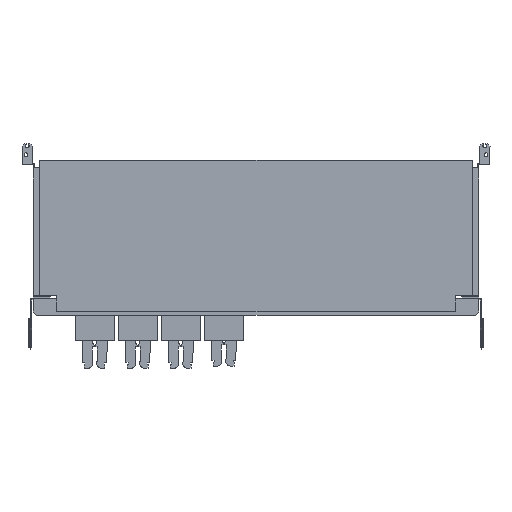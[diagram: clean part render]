
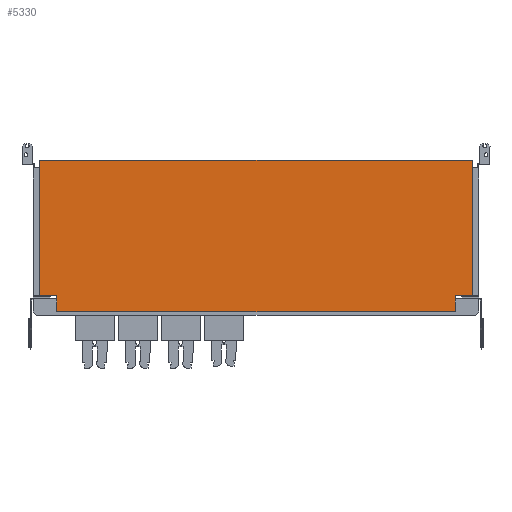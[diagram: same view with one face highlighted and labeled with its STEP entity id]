
A CAD part, front view. The second image highlights one B-rep face of the part: STEP entity #5330.
In plain terms, the highlighted planar face has unit normal (0, -1, 0).
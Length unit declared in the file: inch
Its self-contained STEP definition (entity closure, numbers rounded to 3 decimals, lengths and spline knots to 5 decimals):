
#5235=DIRECTION('',(-1.,0.,0.));
#5236=VECTOR('',#5235,18.22835);
#5237=CARTESIAN_POINT('',(39.88148,12.46163,14.01934));
#5238=LINE('',#5237,#5236);
#5242=DIRECTION('',(0.,0.,1.));
#5243=VECTOR('',#5242,0.72835);
#5244=CARTESIAN_POINT('',(21.65313,12.46163,14.01934));
#5245=LINE('',#5244,#5243);
#5249=DIRECTION('',(-1.,0.,0.));
#5250=VECTOR('',#5249,0.7874);
#5251=CARTESIAN_POINT('',(21.65313,12.46163,14.74769));
#5252=LINE('',#5251,#5250);
#5256=DIRECTION('',(0.,0.,1.));
#5257=VECTOR('',#5256,6.20079);
#5258=CARTESIAN_POINT('',(20.86573,12.46163,14.74769));
#5259=LINE('',#5258,#5257);
#5263=DIRECTION('',(1.,0.,0.));
#5264=VECTOR('',#5263,19.80315);
#5265=CARTESIAN_POINT('',(20.86573,12.46163,20.94847));
#5266=LINE('',#5265,#5264);
#5270=DIRECTION('',(0.,0.,-1.));
#5271=VECTOR('',#5270,6.20079);
#5272=CARTESIAN_POINT('',(40.66888,12.46163,20.94847));
#5273=LINE('',#5272,#5271);
#5277=DIRECTION('',(-1.,0.,0.));
#5278=VECTOR('',#5277,0.7874);
#5279=CARTESIAN_POINT('',(40.66888,12.46163,14.74768));
#5280=LINE('',#5279,#5278);
#5284=DIRECTION('',(0.,0.,-1.));
#5285=VECTOR('',#5284,0.72835);
#5286=CARTESIAN_POINT('',(39.88148,12.46163,14.74768));
#5287=LINE('',#5286,#5285);
#5291=CARTESIAN_POINT('',(39.88148,12.46163,14.01934));
#5292=CARTESIAN_POINT('',(21.65313,12.46163,14.01934));
#5293=VERTEX_POINT('',#5291);
#5294=VERTEX_POINT('',#5292);
#5295=CARTESIAN_POINT('',(21.65313,12.46163,14.74769));
#5296=VERTEX_POINT('',#5295);
#5297=CARTESIAN_POINT('',(20.86573,12.46163,14.74769));
#5298=VERTEX_POINT('',#5297);
#5299=CARTESIAN_POINT('',(20.86573,12.46163,20.94847));
#5300=VERTEX_POINT('',#5299);
#5301=CARTESIAN_POINT('',(40.66888,12.46163,20.94847));
#5302=VERTEX_POINT('',#5301);
#5303=CARTESIAN_POINT('',(40.66888,12.46163,14.74768));
#5304=VERTEX_POINT('',#5303);
#5305=CARTESIAN_POINT('',(39.88148,12.46163,14.74768));
#5306=VERTEX_POINT('',#5305);
#5307=CARTESIAN_POINT('',(20.36671,12.46163,13.84218));
#5308=DIRECTION('',(0.,-1.,0.));
#5309=DIRECTION('',(1.,0.,0.));
#5310=AXIS2_PLACEMENT_3D('',#5307,#5308,#5309);
#5311=PLANE('',#5310);
#5313=ORIENTED_EDGE('',*,*,#5312,.T.);
#5315=ORIENTED_EDGE('',*,*,#5314,.T.);
#5317=ORIENTED_EDGE('',*,*,#5316,.T.);
#5319=ORIENTED_EDGE('',*,*,#5318,.T.);
#5321=ORIENTED_EDGE('',*,*,#5320,.T.);
#5323=ORIENTED_EDGE('',*,*,#5322,.T.);
#5325=ORIENTED_EDGE('',*,*,#5324,.T.);
#5327=ORIENTED_EDGE('',*,*,#5326,.T.);
#5328=EDGE_LOOP('',(#5313,#5315,#5317,#5319,#5321,#5323,#5325,#5327));
#5329=FACE_OUTER_BOUND('',#5328,.F.);
#5312=EDGE_CURVE('',#5293,#5294,#5238,.T.);
#5314=EDGE_CURVE('',#5294,#5296,#5245,.T.);
#5316=EDGE_CURVE('',#5296,#5298,#5252,.T.);
#5318=EDGE_CURVE('',#5298,#5300,#5259,.T.);
#5320=EDGE_CURVE('',#5300,#5302,#5266,.T.);
#5322=EDGE_CURVE('',#5302,#5304,#5273,.T.);
#5324=EDGE_CURVE('',#5304,#5306,#5280,.T.);
#5326=EDGE_CURVE('',#5306,#5293,#5287,.T.);
#5330=ADVANCED_FACE('',(#5329),#5311,.T.);
